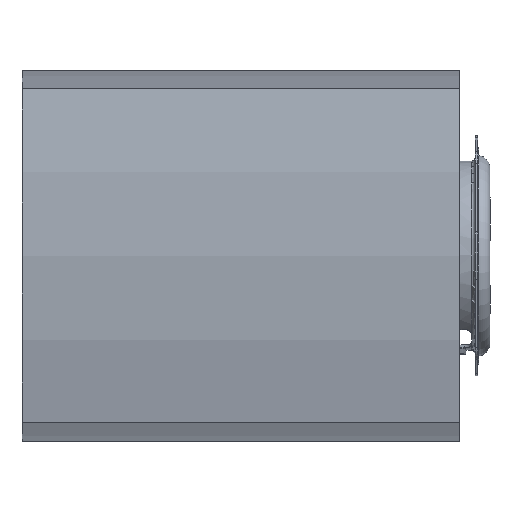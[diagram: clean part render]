
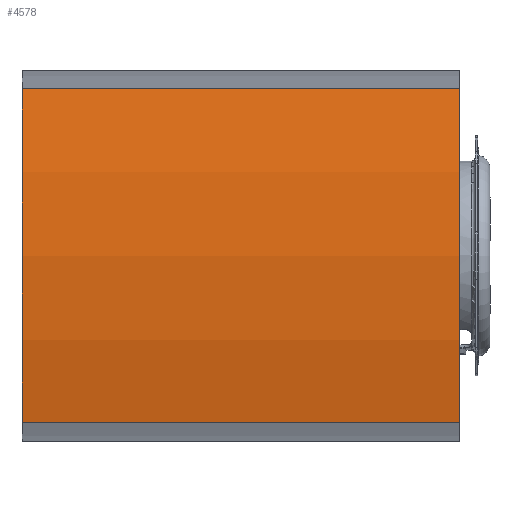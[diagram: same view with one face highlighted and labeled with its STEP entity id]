
A CAD part, top view. The second image highlights one B-rep face of the part: STEP entity #4578.
In plain terms, the highlighted cylindrical face has radius 205 mm (diameter 410 mm), a partial arc.
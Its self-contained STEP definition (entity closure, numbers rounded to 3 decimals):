
#433=CIRCLE('',#5111,205.);
#434=CIRCLE('',#5112,205.);
#520=CYLINDRICAL_SURFACE('',#5110,205.);
#769=FACE_OUTER_BOUND('',#1078,.T.);
#1078=EDGE_LOOP('',(#4088,#4089,#4090,#4091));
#1421=LINE('',#9095,#1776);
#1422=LINE('',#9098,#1777);
#1776=VECTOR('',#6392,10.);
#1777=VECTOR('',#6395,10.);
#2202=VERTEX_POINT('',#9091);
#2203=VERTEX_POINT('',#9092);
#2204=VERTEX_POINT('',#9094);
#2205=VERTEX_POINT('',#9096);
#2836=EDGE_CURVE('',#2202,#2203,#433,.T.);
#2837=EDGE_CURVE('',#2204,#2203,#1421,.T.);
#2838=EDGE_CURVE('',#2205,#2204,#434,.T.);
#2839=EDGE_CURVE('',#2205,#2202,#1422,.T.);
#4088=ORIENTED_EDGE('',*,*,#2836,.T.);
#4089=ORIENTED_EDGE('',*,*,#2837,.F.);
#4090=ORIENTED_EDGE('',*,*,#2838,.F.);
#4091=ORIENTED_EDGE('',*,*,#2839,.T.);
#4578=ADVANCED_FACE('',(#769),#520,.T.);
#5110=AXIS2_PLACEMENT_3D('',#9090,#6388,#6389);
#5111=AXIS2_PLACEMENT_3D('',#9093,#6390,#6391);
#5112=AXIS2_PLACEMENT_3D('',#9097,#6393,#6394);
#6388=DIRECTION('center_axis',(-1.,0.,0.));
#6389=DIRECTION('ref_axis',(0.,0.22,0.976));
#6390=DIRECTION('center_axis',(1.,0.,0.));
#6391=DIRECTION('ref_axis',(0.,0.22,0.976));
#6392=DIRECTION('',(-1.,0.,0.));
#6393=DIRECTION('center_axis',(1.,0.,0.));
#6394=DIRECTION('ref_axis',(0.,0.22,0.976));
#6395=DIRECTION('',(-1.,0.,0.));
#9090=CARTESIAN_POINT('Origin',(-30.25,-0.03,-147.641));
#9091=CARTESIAN_POINT('',(-148.25,44.97,52.359));
#9092=CARTESIAN_POINT('',(-148.25,-45.03,52.359));
#9093=CARTESIAN_POINT('Origin',(-148.25,-0.03,-147.641));
#9094=CARTESIAN_POINT('',(-30.25,-45.03,52.359));
#9095=CARTESIAN_POINT('',(-30.25,-45.03,52.359));
#9096=CARTESIAN_POINT('',(-30.25,44.97,52.359));
#9097=CARTESIAN_POINT('Origin',(-30.25,-0.03,-147.641));
#9098=CARTESIAN_POINT('',(-30.25,44.97,52.359));
